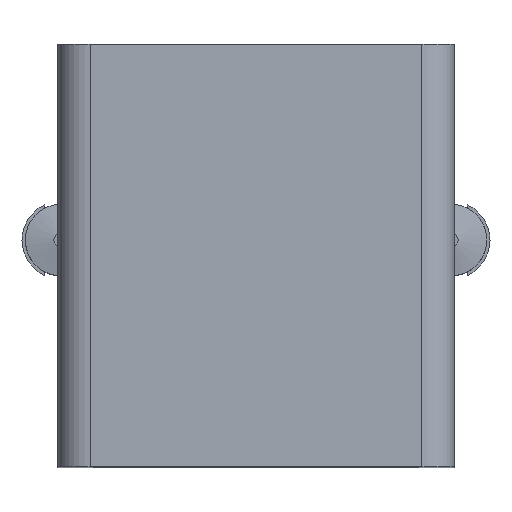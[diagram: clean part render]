
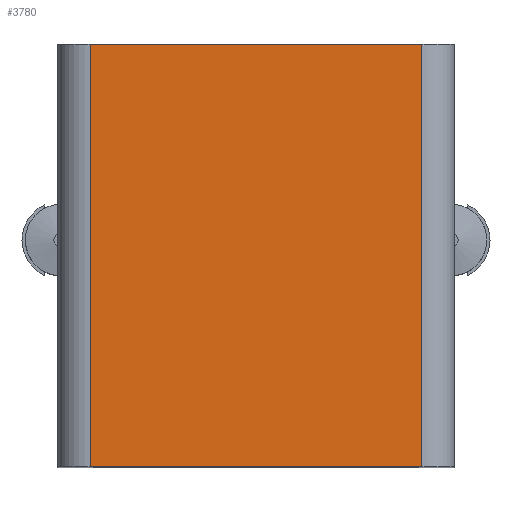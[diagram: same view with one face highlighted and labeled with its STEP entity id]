
A CAD part, top view. The second image highlights one B-rep face of the part: STEP entity #3780.
In plain terms, the highlighted planar face has unit normal (0, 0, 1).
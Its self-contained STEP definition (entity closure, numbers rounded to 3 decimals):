
#894=ORIENTED_EDGE('',*,*,#1693,.F.);
#895=ORIENTED_EDGE('',*,*,#1694,.F.);
#896=ORIENTED_EDGE('',*,*,#1695,.T.);
#897=ORIENTED_EDGE('',*,*,#1696,.T.);
#1693=EDGE_CURVE('',#2103,#2104,#2549,.T.);
#1694=EDGE_CURVE('',#2105,#2103,#2550,.T.);
#1695=EDGE_CURVE('',#2105,#2106,#2551,.T.);
#1696=EDGE_CURVE('',#2106,#2104,#2552,.T.);
#2103=VERTEX_POINT('',#6076);
#2104=VERTEX_POINT('',#6077);
#2105=VERTEX_POINT('',#6079);
#2106=VERTEX_POINT('',#6081);
#2549=LINE('',#6075,#3021);
#2550=LINE('',#6078,#3022);
#2551=LINE('',#6080,#3023);
#2552=LINE('',#6082,#3024);
#3021=VECTOR('',#4871,1000.);
#3022=VECTOR('',#4872,1000.);
#3023=VECTOR('',#4873,1000.);
#3024=VECTOR('',#4874,1000.);
#3233=EDGE_LOOP('',(#894,#895,#896,#897));
#3433=FACE_BOUND('',#3233,.T.);
#3611=PLANE('',#4061);
#3780=ADVANCED_FACE('',(#3433),#3611,.T.);
#4061=AXIS2_PLACEMENT_3D('',#6074,#4869,#4870);
#4869=DIRECTION('',(0.,0.,1.));
#4870=DIRECTION('',(1.,0.,0.));
#4871=DIRECTION('',(1.,0.,0.));
#4872=DIRECTION('',(0.,1.,0.));
#4873=DIRECTION('',(1.,0.,0.));
#4874=DIRECTION('',(0.,1.,0.));
#6074=CARTESIAN_POINT('',(-6.1,-6.5,7.25));
#6075=CARTESIAN_POINT('',(-6.1,6.5,7.25));
#6076=CARTESIAN_POINT('',(-5.1,6.5,7.25));
#6077=CARTESIAN_POINT('',(5.1,6.5,7.25));
#6078=CARTESIAN_POINT('',(-5.1,-6.5,7.25));
#6079=CARTESIAN_POINT('',(-5.1,-6.5,7.25));
#6080=CARTESIAN_POINT('',(-6.1,-6.5,7.25));
#6081=CARTESIAN_POINT('',(5.1,-6.5,7.25));
#6082=CARTESIAN_POINT('',(5.1,-6.5,7.25));
